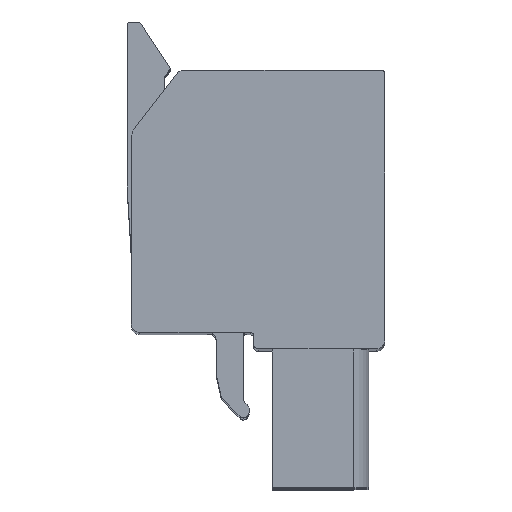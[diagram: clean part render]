
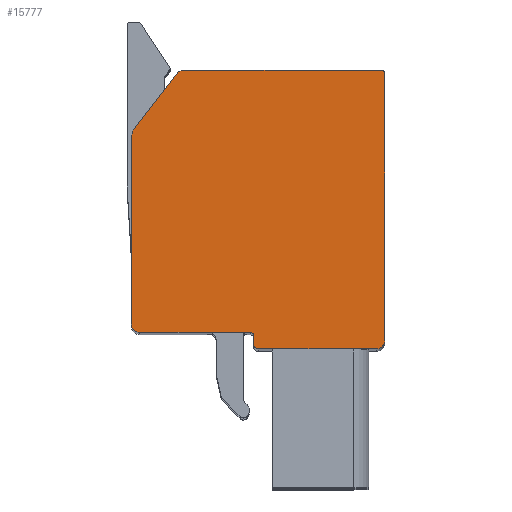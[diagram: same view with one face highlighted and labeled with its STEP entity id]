
A CAD part, top view. The second image highlights one B-rep face of the part: STEP entity #15777.
In plain terms, the highlighted planar face has unit normal (0, 0, 1).
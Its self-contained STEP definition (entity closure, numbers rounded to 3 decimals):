
#461=DIRECTION('',(1.,0.,0.));
#462=VECTOR('',#461,7.05);
#463=CARTESIAN_POINT('',(9.402,11.784,2.94));
#464=LINE('',#463,#462);
#1981=CARTESIAN_POINT('',(9.402,12.084,2.94));
#1982=DIRECTION('',(0.,0.,1.));
#1983=DIRECTION('',(-1.,0.,0.));
#1984=AXIS2_PLACEMENT_3D('',#1981,#1982,#1983);
#1986=DIRECTION('',(0.,-1.,0.));
#1987=VECTOR('',#1986,0.5);
#1988=CARTESIAN_POINT('',(9.102,12.584,2.94));
#1989=LINE('',#1988,#1987);
#1990=CARTESIAN_POINT('',(8.902,12.584,2.94));
#1991=DIRECTION('',(0.,0.,-1.));
#1992=DIRECTION('',(0.,1.,0.));
#1993=AXIS2_PLACEMENT_3D('',#1990,#1991,#1992);
#1995=DIRECTION('',(1.,0.,0.));
#1996=VECTOR('',#1995,6.61);
#1997=CARTESIAN_POINT('',(2.292,12.784,2.94));
#1998=LINE('',#1997,#1996);
#1999=CARTESIAN_POINT('',(2.292,13.284,2.94));
#2000=DIRECTION('',(0.,0.,1.));
#2001=DIRECTION('',(-1.,0.,0.));
#2002=AXIS2_PLACEMENT_3D('',#1999,#2000,#2001);
#2004=DIRECTION('',(0.,-1.,0.));
#2005=VECTOR('',#2004,11.132);
#2006=CARTESIAN_POINT('',(1.792,24.416,2.94));
#2007=LINE('',#2006,#2005);
#2008=CARTESIAN_POINT('',(2.792,24.416,2.94));
#2009=DIRECTION('',(0.,0.,1.));
#2010=DIRECTION('',(-0.789,0.614,0.));
#2011=AXIS2_PLACEMENT_3D('',#2008,#2009,#2010);
#2013=DIRECTION('',(-0.614,-0.789,0.));
#2014=VECTOR('',#2013,4.1);
#2015=CARTESIAN_POINT('',(4.52,28.266,2.94));
#2016=LINE('',#2015,#2014);
#2017=CARTESIAN_POINT('',(4.915,27.959,2.94));
#2018=DIRECTION('',(0.,0.,1.));
#2019=DIRECTION('',(0.,1.,0.));
#2020=AXIS2_PLACEMENT_3D('',#2017,#2018,#2019);
#2022=DIRECTION('',(-1.,0.,0.));
#2023=VECTOR('',#2022,11.838);
#2024=CARTESIAN_POINT('',(16.752,28.459,2.94));
#2025=LINE('',#2024,#2023);
#2026=CARTESIAN_POINT('',(16.752,28.259,2.94));
#2027=DIRECTION('',(0.,0.,1.));
#2028=DIRECTION('',(1.,0.,0.));
#2029=AXIS2_PLACEMENT_3D('',#2026,#2027,#2028);
#2031=DIRECTION('',(0.,1.,0.));
#2032=VECTOR('',#2031,15.975);
#2033=CARTESIAN_POINT('',(16.952,12.284,2.94));
#2034=LINE('',#2033,#2032);
#2035=CARTESIAN_POINT('',(16.452,12.284,2.94));
#2036=DIRECTION('',(0.,0.,1.));
#2037=DIRECTION('',(0.,-1.,0.));
#2038=AXIS2_PLACEMENT_3D('',#2035,#2036,#2037);
#10035=CARTESIAN_POINT('',(2.003,25.03,2.94));
#10036=CARTESIAN_POINT('',(1.792,24.416,2.94));
#10037=VERTEX_POINT('',#10035);
#10038=VERTEX_POINT('',#10036);
#10039=CARTESIAN_POINT('',(1.792,13.284,2.94));
#10040=VERTEX_POINT('',#10039);
#10041=CARTESIAN_POINT('',(2.292,12.784,2.94));
#10042=VERTEX_POINT('',#10041);
#10043=CARTESIAN_POINT('',(8.902,12.784,2.94));
#10044=VERTEX_POINT('',#10043);
#10045=CARTESIAN_POINT('',(9.102,12.584,2.94));
#10046=VERTEX_POINT('',#10045);
#10047=CARTESIAN_POINT('',(9.102,12.084,2.94));
#10048=VERTEX_POINT('',#10047);
#10049=CARTESIAN_POINT('',(9.402,11.784,2.94));
#10050=VERTEX_POINT('',#10049);
#10051=CARTESIAN_POINT('',(16.452,11.784,2.94));
#10052=CARTESIAN_POINT('',(16.952,12.284,2.94));
#10053=VERTEX_POINT('',#10051);
#10054=VERTEX_POINT('',#10052);
#10055=CARTESIAN_POINT('',(16.952,28.259,2.94));
#10056=VERTEX_POINT('',#10055);
#10057=CARTESIAN_POINT('',(16.752,28.459,2.94));
#10058=VERTEX_POINT('',#10057);
#10059=CARTESIAN_POINT('',(4.915,28.459,2.94));
#10060=VERTEX_POINT('',#10059);
#10061=CARTESIAN_POINT('',(4.52,28.266,2.94));
#10062=VERTEX_POINT('',#10061);
#15743=CARTESIAN_POINT('',(0.,0.,2.94));
#15744=DIRECTION('',(0.,0.,1.));
#15745=DIRECTION('',(1.,0.,0.));
#15746=AXIS2_PLACEMENT_3D('',#15743,#15744,#15745);
#15747=PLANE('',#15746);
#15748=ORIENTED_EDGE('',*,*,#12926,.F.);
#15750=ORIENTED_EDGE('',*,*,#15749,.F.);
#15752=ORIENTED_EDGE('',*,*,#15751,.F.);
#15754=ORIENTED_EDGE('',*,*,#15753,.F.);
#15756=ORIENTED_EDGE('',*,*,#15755,.F.);
#15758=ORIENTED_EDGE('',*,*,#15757,.F.);
#15760=ORIENTED_EDGE('',*,*,#15759,.F.);
#15762=ORIENTED_EDGE('',*,*,#15761,.F.);
#15764=ORIENTED_EDGE('',*,*,#15763,.F.);
#15766=ORIENTED_EDGE('',*,*,#15765,.F.);
#15768=ORIENTED_EDGE('',*,*,#15767,.F.);
#15770=ORIENTED_EDGE('',*,*,#15769,.F.);
#15772=ORIENTED_EDGE('',*,*,#15771,.F.);
#15774=ORIENTED_EDGE('',*,*,#15773,.F.);
#15775=EDGE_LOOP('',(#15748,#15750,#15752,#15754,#15756,#15758,#15760,#15762,
#15764,#15766,#15768,#15770,#15772,#15774));
#15776=FACE_OUTER_BOUND('',#15775,.F.);
#15777=ADVANCED_FACE('',(#15776),#15747,.T.);
#1985=CIRCLE('',#1984,0.3);
#1994=CIRCLE('',#1993,0.2);
#2003=CIRCLE('',#2002,0.5);
#2012=CIRCLE('',#2011,1.);
#2021=CIRCLE('',#2020,0.5);
#2030=CIRCLE('',#2029,0.2);
#2039=CIRCLE('',#2038,0.5);
#12926=EDGE_CURVE('',#10050,#10053,#464,.T.);
#15749=EDGE_CURVE('',#10048,#10050,#1985,.T.);
#15751=EDGE_CURVE('',#10046,#10048,#1989,.T.);
#15753=EDGE_CURVE('',#10044,#10046,#1994,.T.);
#15755=EDGE_CURVE('',#10042,#10044,#1998,.T.);
#15757=EDGE_CURVE('',#10040,#10042,#2003,.T.);
#15759=EDGE_CURVE('',#10038,#10040,#2007,.T.);
#15761=EDGE_CURVE('',#10037,#10038,#2012,.T.);
#15763=EDGE_CURVE('',#10062,#10037,#2016,.T.);
#15765=EDGE_CURVE('',#10060,#10062,#2021,.T.);
#15767=EDGE_CURVE('',#10058,#10060,#2025,.T.);
#15769=EDGE_CURVE('',#10056,#10058,#2030,.T.);
#15771=EDGE_CURVE('',#10054,#10056,#2034,.T.);
#15773=EDGE_CURVE('',#10053,#10054,#2039,.T.);
